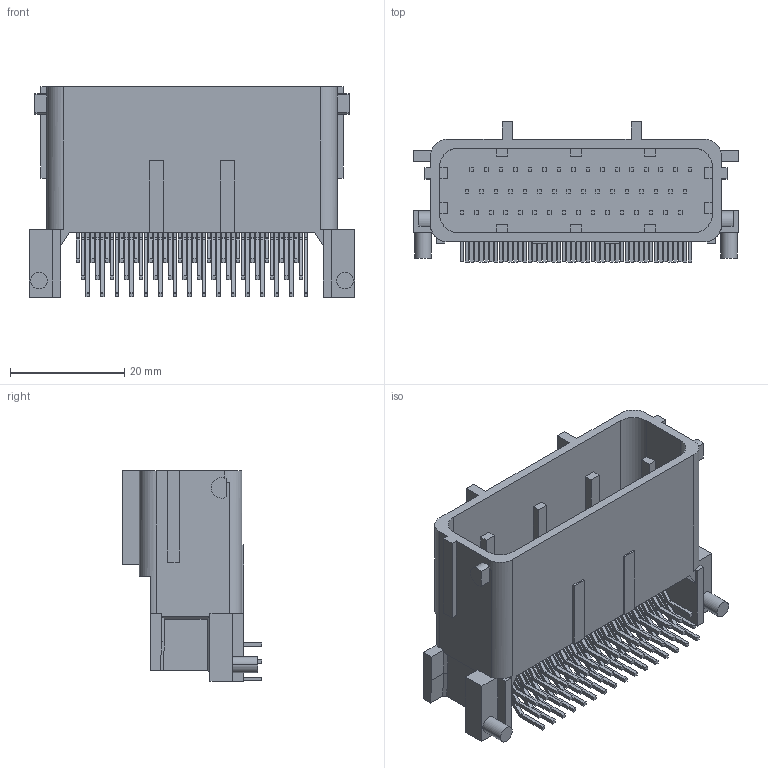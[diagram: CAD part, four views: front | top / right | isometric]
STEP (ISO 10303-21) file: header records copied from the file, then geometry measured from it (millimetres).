
FILE_DESCRIPTION (( 'STEP AP214' ), '1' );
FILE_NAME ('HP用提出用モデル）48Pアセンブリ_100525.STEP', '2013-02-07T00:51:30', ( ' ' ), ( ' ' ), 'SwSTEP 2.0', 'SolidWorks 2009', '' );
FILE_SCHEMA (( 'AUTOMOTIVE_DESIGN' ));
Length unit declared in the file: millimetre
Products named in the file (1): HP用提出用モデル）48Pアセンブリ_100525
Bounding box: 57 x 24.5 x 36.9 mm (x, y, z)
Volume: 12895.5 mm3; surface area: 11696.8 mm2
Topology: 1 solids, 1 shells, 1010 faces, 2715 edges, 1806 vertices
Faces by surface type: plane 803, cylinder 207
Entity records: 40447 total; most frequent: CARTESIAN_POINT 5538, ORIENTED_EDGE 5430, DIRECTION 5157, EDGE_CURVE 2715, VECTOR 2291, LINE 2291, VERTEX_POINT 1806, AXIS2_PLACEMENT_3D 1433
